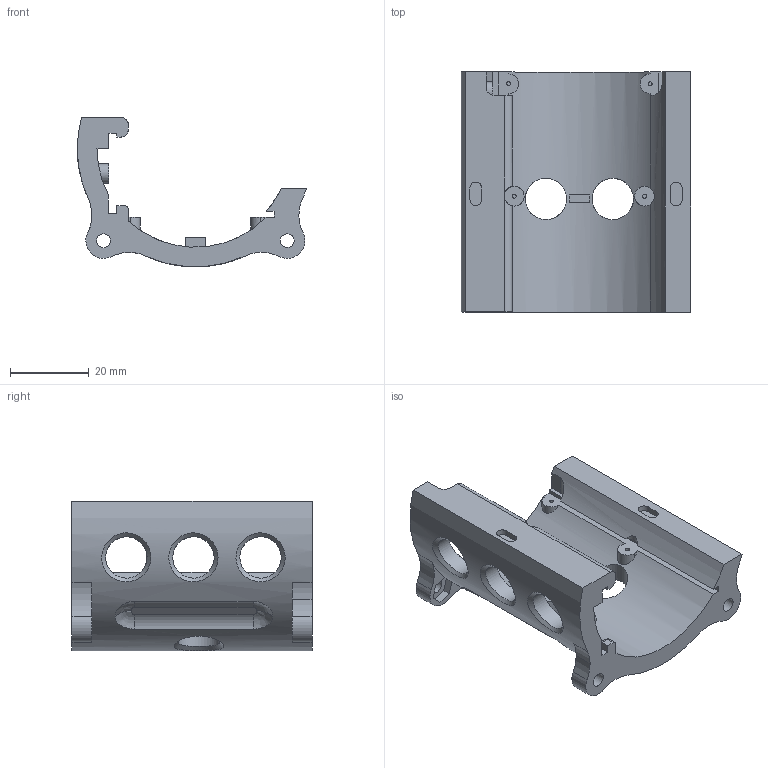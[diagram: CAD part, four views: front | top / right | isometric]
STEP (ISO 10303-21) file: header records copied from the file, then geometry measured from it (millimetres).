
FILE_DESCRIPTION(('HOOPS Exchange Step'),'2;1');
FILE_NAME('temp_export','2024-01-25T21:58:58+09:00',('mobile'),('Shapr3D Limited'),'HOOPS Exchange 2023.2','Shapr3D','Authorized');
FILE_SCHEMA( ('AUTOMOTIVE_DESIGN { 1 0 10303 214 1 1 1 1 }') );
Length unit declared in the file: millimetre
Products named in the file (1): Lower
Bounding box: 58.29 x 61 x 37.92 mm (x, y, z)
Volume: 25510.1 mm3; surface area: 14295.2 mm2
Topology: 1 solids, 1 shells, 163 faces, 437 edges, 291 vertices
Faces by surface type: plane 79, cylinder 68, bspline 14, torus 2
Full cylindrical faces by diameter (mm): 1 x6, 3.5 x4, 5 x2, 10.5 x5
Entity records: 13285 total; most frequent: CARTESIAN_POINT 9175, ORIENTED_EDGE 874, DIRECTION 805, EDGE_CURVE 437, VERTEX_POINT 291, AXIS2_PLACEMENT_3D 282, VECTOR 241, LINE 241
